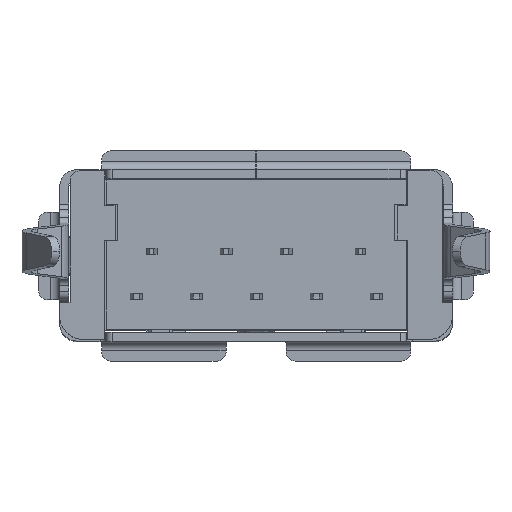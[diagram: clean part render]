
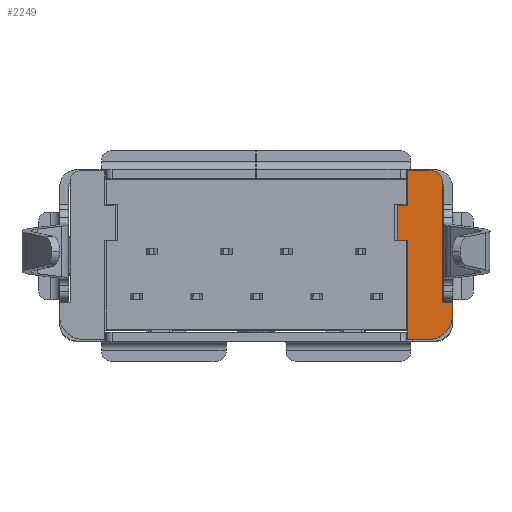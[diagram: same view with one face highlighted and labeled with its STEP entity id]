
A CAD part, top view. The second image highlights one B-rep face of the part: STEP entity #2249.
In plain terms, the highlighted planar face has unit normal (0, 0, 1).
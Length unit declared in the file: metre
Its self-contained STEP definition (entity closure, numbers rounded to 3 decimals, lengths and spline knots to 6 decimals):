
#488 = CARTESIAN_POINT ( 'NONE',  ( 0.00655, -0.00197, 0.00442 ) ) ;
#595 = VERTEX_POINT ( 'NONE', #488 ) ;
#649 = DIRECTION ( 'NONE',  ( 0., 0., 1. ) ) ;
#1203 = DIRECTION ( 'NONE',  ( 0., 0., 1. ) ) ;
#1315 = EDGE_CURVE ( 'NONE', #2080, #24832, #14590, .T. ) ;
#1338 = CIRCLE ( 'NONE', #25471, 0.0008 ) ;
#1390 = EDGE_CURVE ( 'NONE', #17738, #25188, #2399, .T. ) ;
#1576 = CARTESIAN_POINT ( 'NONE',  ( 0.00575, -0.00277, 0.00442 ) ) ;
#1659 = CARTESIAN_POINT ( 'NONE',  ( 0.00505, -0.00277, 0.00442 ) ) ;
#1689 = VERTEX_POINT ( 'NONE', #11985 ) ;
#1925 = LINE ( 'NONE', #22669, #9854 ) ;
#1974 = LINE ( 'NONE', #4037, #12962 ) ;
#1992 = CARTESIAN_POINT ( 'NONE',  ( 0.005625, 0.000545, 0.00442 ) ) ;
#2057 = CARTESIAN_POINT ( 'NONE',  ( 0.0062, 0.00255, 0.00442 ) ) ;
#2080 = VERTEX_POINT ( 'NONE', #2057 ) ;
#2249 = ADVANCED_FACE ( 'NONE', ( #21690 ), #4663, .T. ) ;
#2399 = LINE ( 'NONE', #1992, #15657 ) ;
#2529 = DIRECTION ( 'NONE',  ( 1., 0., 0. ) ) ;
#2609 = DIRECTION ( 'NONE',  ( 1., 0., 0. ) ) ;
#3686 = DIRECTION ( 'NONE',  ( 1., 0., 0. ) ) ;
#3844 = CARTESIAN_POINT ( 'NONE',  ( 0.00505, 0.002962, 0.00442 ) ) ;
#4037 = CARTESIAN_POINT ( 'NONE',  ( 0.005625, -0.00277, 0.00442 ) ) ;
#4116 = ORIENTED_EDGE ( 'NONE', *, *, #16118, .F. ) ;
#4435 = EDGE_CURVE ( 'NONE', #12374, #1689, #10854, .T. ) ;
#4489 = CARTESIAN_POINT ( 'NONE',  ( 0.00655, 0.002962, 0.00442 ) ) ;
#4663 = PLANE ( 'NONE',  #13481 ) ;
#4925 = ORIENTED_EDGE ( 'NONE', *, *, #19328, .T. ) ;
#5835 = ORIENTED_EDGE ( 'NONE', *, *, #4435, .T. ) ;
#6481 = CARTESIAN_POINT ( 'NONE',  ( 0.0062, 0.00029, 0.00442 ) ) ;
#6718 = DIRECTION ( 'NONE',  ( 0., 0., 1. ) ) ;
#6835 = VERTEX_POINT ( 'NONE', #24142 ) ;
#6875 = EDGE_CURVE ( 'NONE', #21276, #595, #1338, .T. ) ;
#6880 = LINE ( 'NONE', #15269, #24808 ) ;
#7251 = DIRECTION ( 'NONE',  ( 1., 0., 0. ) ) ;
#7452 = EDGE_LOOP ( 'NONE', ( #18339, #27007, #4925, #18872, #22641, #26884, #4116, #24542, #5835, #15733, #7870, #11467 ) ) ;
#7870 = ORIENTED_EDGE ( 'NONE', *, *, #1390, .T. ) ;
#8048 = LINE ( 'NONE', #22871, #11375 ) ;
#8572 = VECTOR ( 'NONE', #22193, 1. ) ;
#9459 = CARTESIAN_POINT ( 'NONE',  ( 0.00575, -0.00197, 0.00442 ) ) ;
#9474 = EDGE_CURVE ( 'NONE', #23664, #24832, #1925, .T. ) ;
#9698 = CARTESIAN_POINT ( 'NONE',  ( 0.00505, 0.002962, 0.00442 ) ) ;
#9768 = EDGE_CURVE ( 'NONE', #2080, #6835, #26067, .T. ) ;
#9854 = VECTOR ( 'NONE', #20338, 1. ) ;
#9960 = VECTOR ( 'NONE', #14728, 1. ) ;
#10263 = EDGE_CURVE ( 'NONE', #25188, #26701, #16285, .T. ) ;
#10844 = CARTESIAN_POINT ( 'NONE',  ( 0.005625, 0.002962, 0.00442 ) ) ;
#10854 = LINE ( 'NONE', #16775, #16608 ) ;
#11375 = VECTOR ( 'NONE', #23008, 1. ) ;
#11467 = ORIENTED_EDGE ( 'NONE', *, *, #10263, .T. ) ;
#11945 = VERTEX_POINT ( 'NONE', #16536 ) ;
#11985 = CARTESIAN_POINT ( 'NONE',  ( 0.0047, 0.001695, 0.00442 ) ) ;
#12114 = EDGE_CURVE ( 'NONE', #1689, #17738, #6880, .T. ) ;
#12374 = VERTEX_POINT ( 'NONE', #18194 ) ;
#12411 = EDGE_CURVE ( 'NONE', #26701, #21276, #1974, .T. ) ;
#12482 = AXIS2_PLACEMENT_3D ( 'NONE', #26064, #649, #7251 ) ;
#12962 = VECTOR ( 'NONE', #14461, 1. ) ;
#13481 = AXIS2_PLACEMENT_3D ( 'NONE', #10844, #6718, #2609 ) ;
#14461 = DIRECTION ( 'NONE',  ( 1., 0., 0. ) ) ;
#14590 = LINE ( 'NONE', #6481, #9960 ) ;
#14728 = DIRECTION ( 'NONE',  ( 0., -1., 0. ) ) ;
#15269 = CARTESIAN_POINT ( 'NONE',  ( 0.0047, 0.002962, 0.00442 ) ) ;
#15582 = EDGE_CURVE ( 'NONE', #11945, #12374, #17016, .T. ) ;
#15657 = VECTOR ( 'NONE', #2529, 1. ) ;
#15733 = ORIENTED_EDGE ( 'NONE', *, *, #12114, .T. ) ;
#16118 = EDGE_CURVE ( 'NONE', #11945, #6835, #8048, .T. ) ;
#16285 = LINE ( 'NONE', #9698, #8572 ) ;
#16536 = CARTESIAN_POINT ( 'NONE',  ( 0.00505, 0.00285, 0.00442 ) ) ;
#16608 = VECTOR ( 'NONE', #21159, 1. ) ;
#16775 = CARTESIAN_POINT ( 'NONE',  ( 0.005625, 0.001695, 0.00442 ) ) ;
#16994 = LINE ( 'NONE', #4489, #24232 ) ;
#17016 = LINE ( 'NONE', #3844, #18376 ) ;
#17738 = VERTEX_POINT ( 'NONE', #19524 ) ;
#18194 = CARTESIAN_POINT ( 'NONE',  ( 0.00505, 0.001695, 0.00442 ) ) ;
#18339 = ORIENTED_EDGE ( 'NONE', *, *, #12411, .T. ) ;
#18376 = VECTOR ( 'NONE', #20871, 1. ) ;
#18872 = ORIENTED_EDGE ( 'NONE', *, *, #9474, .T. ) ;
#19328 = EDGE_CURVE ( 'NONE', #595, #23664, #16994, .T. ) ;
#19524 = CARTESIAN_POINT ( 'NONE',  ( 0.0047, 0.000545, 0.00442 ) ) ;
#20338 = DIRECTION ( 'NONE',  ( -1., 0., 0. ) ) ;
#20871 = DIRECTION ( 'NONE',  ( 0., -1., 0. ) ) ;
#21159 = DIRECTION ( 'NONE',  ( -1., 0., 0. ) ) ;
#21276 = VERTEX_POINT ( 'NONE', #1576 ) ;
#21690 = FACE_OUTER_BOUND ( 'NONE', #7452, .T. ) ;
#22193 = DIRECTION ( 'NONE',  ( 0., -1., 0. ) ) ;
#22641 = ORIENTED_EDGE ( 'NONE', *, *, #1315, .F. ) ;
#22669 = CARTESIAN_POINT ( 'NONE',  ( 0.005625, -0.00152, 0.00442 ) ) ;
#22871 = CARTESIAN_POINT ( 'NONE',  ( 0.005475, 0.00285, 0.00442 ) ) ;
#23008 = DIRECTION ( 'NONE',  ( 1., 0., 0. ) ) ;
#23461 = CARTESIAN_POINT ( 'NONE',  ( 0.0062, -0.00152, 0.00442 ) ) ;
#23580 = DIRECTION ( 'NONE',  ( 0., 1., 0. ) ) ;
#23650 = DIRECTION ( 'NONE',  ( 0., -1., 0. ) ) ;
#23664 = VERTEX_POINT ( 'NONE', #25768 ) ;
#24142 = CARTESIAN_POINT ( 'NONE',  ( 0.0059, 0.00285, 0.00442 ) ) ;
#24232 = VECTOR ( 'NONE', #23580, 1. ) ;
#24542 = ORIENTED_EDGE ( 'NONE', *, *, #15582, .T. ) ;
#24808 = VECTOR ( 'NONE', #23650, 1. ) ;
#24832 = VERTEX_POINT ( 'NONE', #23461 ) ;
#25188 = VERTEX_POINT ( 'NONE', #25871 ) ;
#25471 = AXIS2_PLACEMENT_3D ( 'NONE', #9459, #1203, #3686 ) ;
#25768 = CARTESIAN_POINT ( 'NONE',  ( 0.00655, -0.00152, 0.00442 ) ) ;
#25871 = CARTESIAN_POINT ( 'NONE',  ( 0.00505, 0.000545, 0.00442 ) ) ;
#26064 = CARTESIAN_POINT ( 'NONE',  ( 0.0059, 0.00255, 0.00442 ) ) ;
#26067 = CIRCLE ( 'NONE', #12482, 0.0003 ) ;
#26701 = VERTEX_POINT ( 'NONE', #1659 ) ;
#26884 = ORIENTED_EDGE ( 'NONE', *, *, #9768, .T. ) ;
#27007 = ORIENTED_EDGE ( 'NONE', *, *, #6875, .T. ) ;
